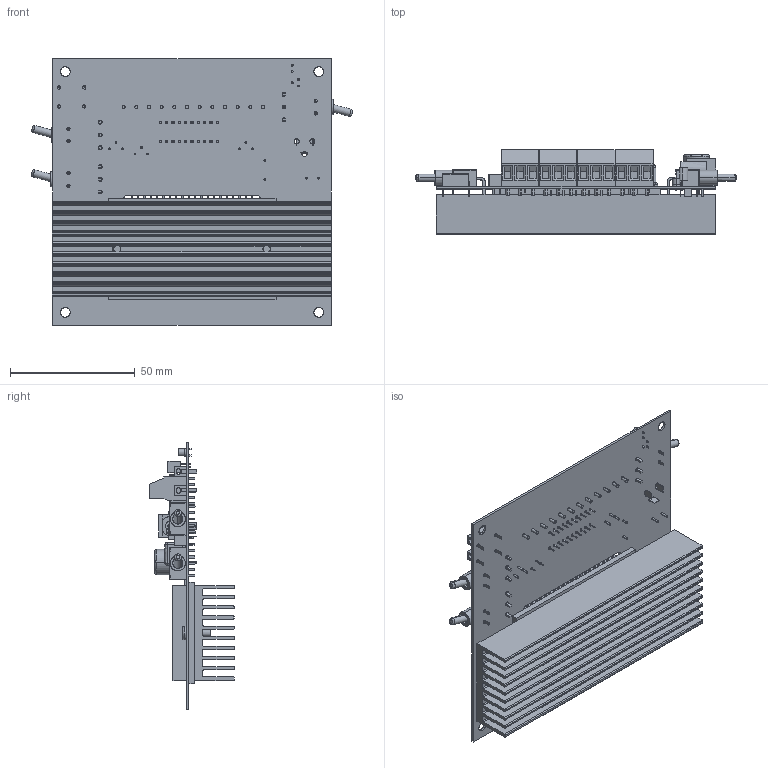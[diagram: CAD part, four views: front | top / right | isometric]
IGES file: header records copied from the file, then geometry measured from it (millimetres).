
Start section: SolidWorks IGES file using analytic representation for surfaces
Global section: file name: htc1500_igs.IGS; native system: SolidWorks 2008; preprocessor: SolidWorks 2008; author: gniebel; date: 090303.140155; units: inch
Bounding box: 128.71 x 33.93 x 106.68 mm (x, y, z)
Surface area: 90144.6 mm2 (no closed solid volume)
Topology: 0 solids, 0 shells, 3008 faces, 24548 edges, 24538 vertices
Faces by surface type: bspline 2285, revolution 723
